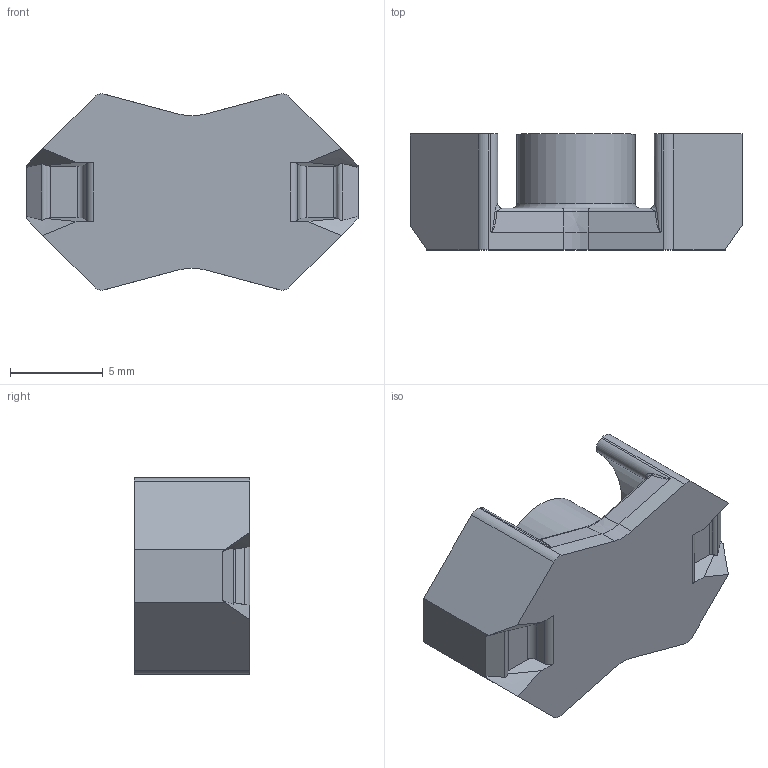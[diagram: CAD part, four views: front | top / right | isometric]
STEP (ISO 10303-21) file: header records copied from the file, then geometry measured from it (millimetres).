
FILE_DESCRIPTION((''),'2;1');
FILE_NAME('C61035-A0026-C128-03-7606','2018-04-13T',('ec7121'),(''),'PRO/ENGINEER BY PARAMETRIC TECHNOLOGY CORPORATION, 2014000','PRO/ENGINEER BY PARAMETRIC TECHNOLOGY CORPORATION, 2014000','');
FILE_SCHEMA(('CONFIG_CONTROL_DESIGN'));
Length unit declared in the file: millimetre
Products named in the file (1): C61035-A0026-C128-03-7606
Bounding box: 17.9 x 6.25 x 10.58 mm (x, y, z)
Volume: 618.4 mm3; surface area: 691.8 mm2
Topology: 1 solids, 1 shells, 79 faces, 206 edges, 130 vertices
Faces by surface type: plane 29, cylinder 26, bspline 12, torus 10, cone 2
Entity records: 4166 total; most frequent: CARTESIAN_POINT 2289, ORIENTED_EDGE 412, DIRECTION 346, EDGE_CURVE 206, VERTEX_POINT 130, AXIS2_PLACEMENT_3D 125, VECTOR 96, LINE 96
